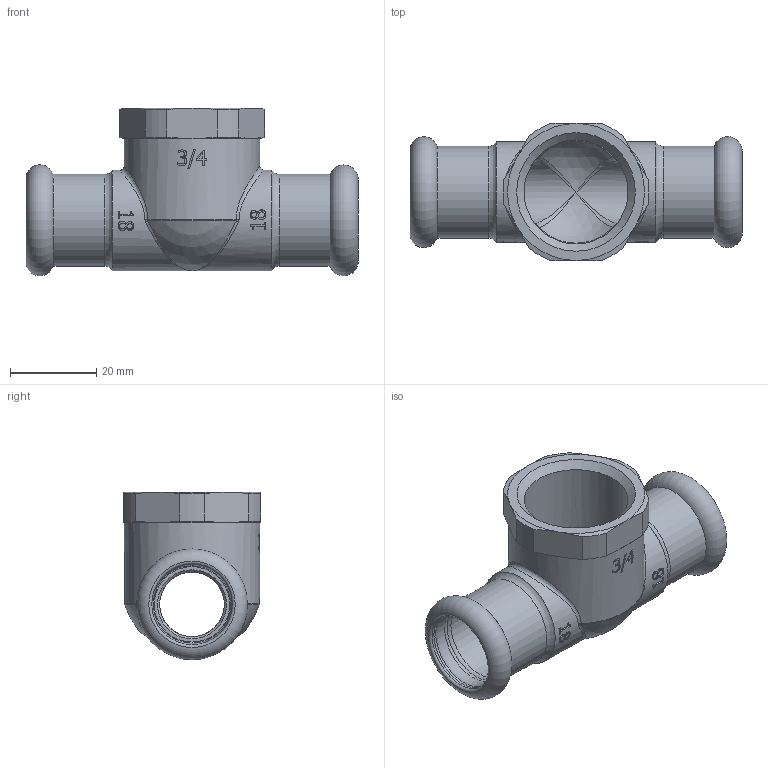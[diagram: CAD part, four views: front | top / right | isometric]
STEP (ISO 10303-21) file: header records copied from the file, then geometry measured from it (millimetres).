
FILE_DESCRIPTION(/* description */ (''),/* implementation_level */ '2;1');
FILE_NAME(/* name */ '189304018_Inoxpres.stp',/* time_stamp */ '2022-10-12T08:23:30+02:00',/* author */ ('Vault'),/* organization */ ('Raccorderie metalliche s.p.a. '),/* preprocessor_version */ 'ST-DEVELOPER v18.1',/* originating_system */ 'Autodesk Inventor 2020',/* authorisation */ 'Raccorderie metalliche s.p.a. ');
FILE_SCHEMA (('AUTOMOTIVE_DESIGN { 1 0 10303 214 3 1 1 }'));
Length unit declared in the file: millimetre
Products named in the file (1): 189304018_Inoxpres
Bounding box: 77 x 31.8 x 38.86 mm (x, y, z)
Volume: 19088.1 mm3; surface area: 13154.2 mm2
Topology: 1 solids, 1 shells, 211 faces, 563 edges, 358 vertices
Faces by surface type: bspline 83, plane 56, cylinder 30, cone 21, torus 17, sphere 4
Full cylindrical faces by diameter (mm): 15 x2, 18.3 x2, 18.7 x2, 21.3 x2, 23.3 x2, 24.117 x1, 31.4 x1
Entity records: 24877 total; most frequent: CARTESIAN_POINT 20230, ORIENTED_EDGE 1112, DIRECTION 722, EDGE_CURVE 556, VERTEX_POINT 359, AXIS2_PLACEMENT_3D 277, EDGE_LOOP 227, B_SPLINE_CURVE_WITH_KNOTS 216
